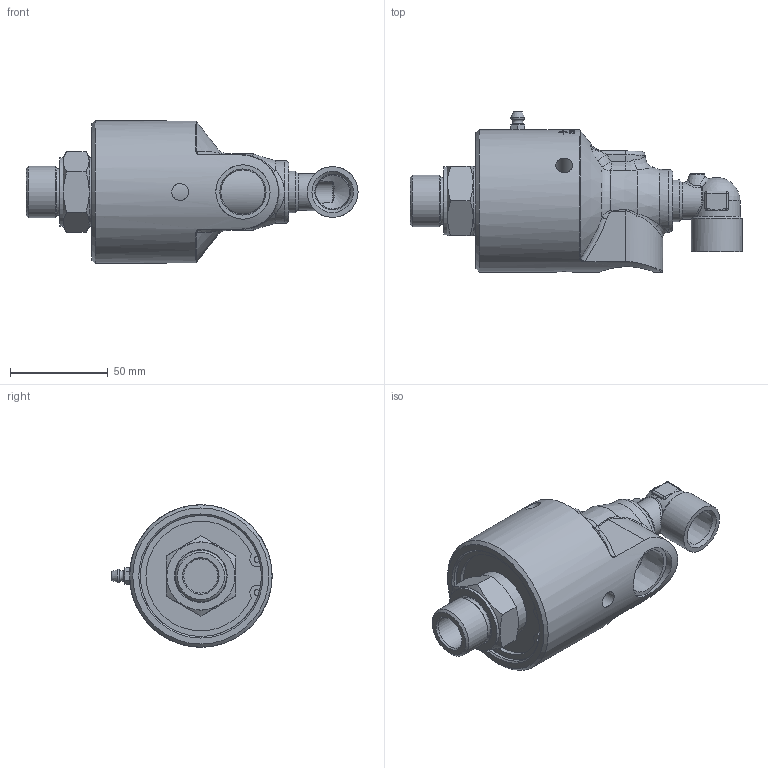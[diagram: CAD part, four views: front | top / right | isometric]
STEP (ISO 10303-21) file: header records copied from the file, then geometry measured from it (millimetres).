
FILE_DESCRIPTION(/* description */ (''),/* implementation_level */ '2;1');
FILE_NAME(/* name */ '257-000-284368-IC.stp',/* time_stamp */ '2020-06-04T09:48:02-05:00',/* author */ ('GALINDOLM'),/* organization */ (''),/* preprocessor_version */ 'ST-DEVELOPER v18',/* originating_system */ 'Autodesk Inventor 2020',/* authorisation */ '');
FILE_SCHEMA (('AUTOMOTIVE_DESIGN { 1 0 10303 214 3 1 1 }'));
Length unit declared in the file: millimetre
Products named in the file (1): 257-000-284368-IC
Bounding box: 170.22 x 82.09 x 73 mm (x, y, z)
Volume: 325817.7 mm3; surface area: 44260.3 mm2
Topology: 1 solids, 2 shells, 562 faces, 1477 edges, 963 vertices
Faces by surface type: bspline 283, plane 131, cylinder 92, cone 35, sphere 11, torus 10
Full cylindrical faces by diameter (mm): 2.794 x2, 5.359 x1, 8.6 x3, 11.445 x1, 17.475 x1, 17.5 x1, 19 x1, 22.631 x1, 26 x1, 26.441 x1, 27 x1, 27.8 x1, 34.9 x1, 35 x1, 62.05 x1, 73 x1
Entity records: 30674 total; most frequent: CARTESIAN_POINT 18303, ORIENTED_EDGE 2936, DIRECTION 1736, EDGE_CURVE 1468, VERTEX_POINT 963, AXIS2_PLACEMENT_3D 631, B_SPLINE_CURVE_WITH_KNOTS 625, EDGE_LOOP 615
